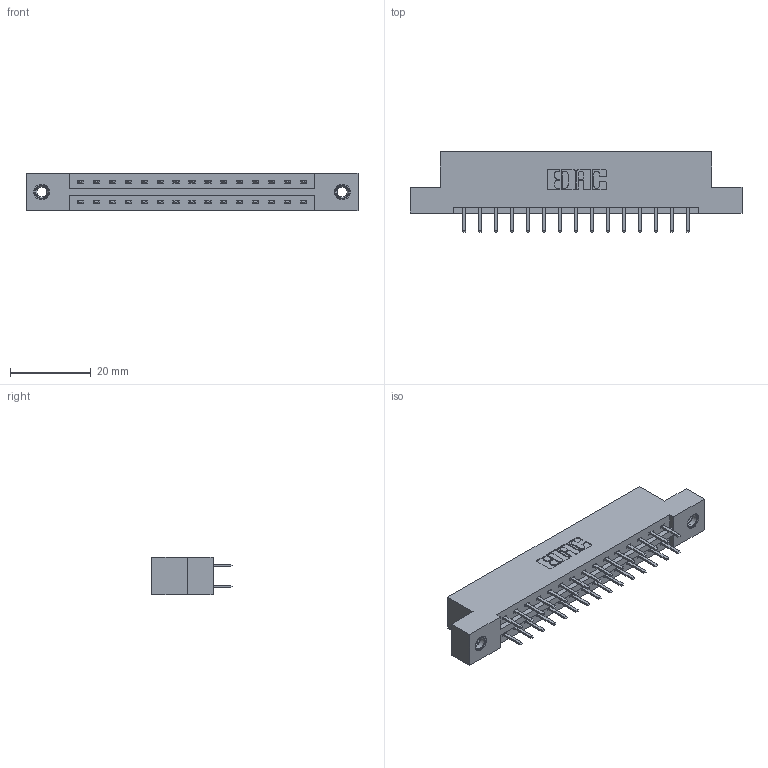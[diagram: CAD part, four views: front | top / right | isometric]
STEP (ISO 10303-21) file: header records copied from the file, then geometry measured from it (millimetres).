
FILE_DESCRIPTION (( 'STEP AP203' ), '1' );
FILE_NAME ('337-030-520-207.STEP', '2018-08-07T00:01:41', ( '' ), ( '' ), 'SwSTEP 2.0', 'SolidWorks 2016', '' );
FILE_SCHEMA (( 'CONFIG_CONTROL_DESIGN' ));
Length unit declared in the file: inch
Products named in the file (4): 337 Part_Flush Mounting Lugs - 0.156 Dia-TI; 345-292-001_345-293-120; 345-250-001_345-250-005-103; 337-030-520-207
Assembly tree (33 placements, depth 2):
  337-030-520-207
    337 Part_Flush Mounting Lugs - 0.156 Dia-TI
    345-292-001_345-293-120  x30
    345-250-001_345-250-005-103  x2
Bounding box: 82.45 x 20.02 x 9.4 mm (x, y, z)
Volume: 8303 mm3; surface area: 9122.6 mm2
Topology: 33 solids, 33 shells, 1914 faces, 5517 edges, 3590 vertices
Faces by surface type: plane 1302, cylinder 596, cone 12, torus 4
Entity records: 16422 total; most frequent: CARTESIAN_POINT 2781, ORIENTED_EDGE 2698, DIRECTION 2435, EDGE_CURVE 1349, VECTOR 1197, LINE 1197, VERTEX_POINT 892, AXIS2_PLACEMENT_3D 619
